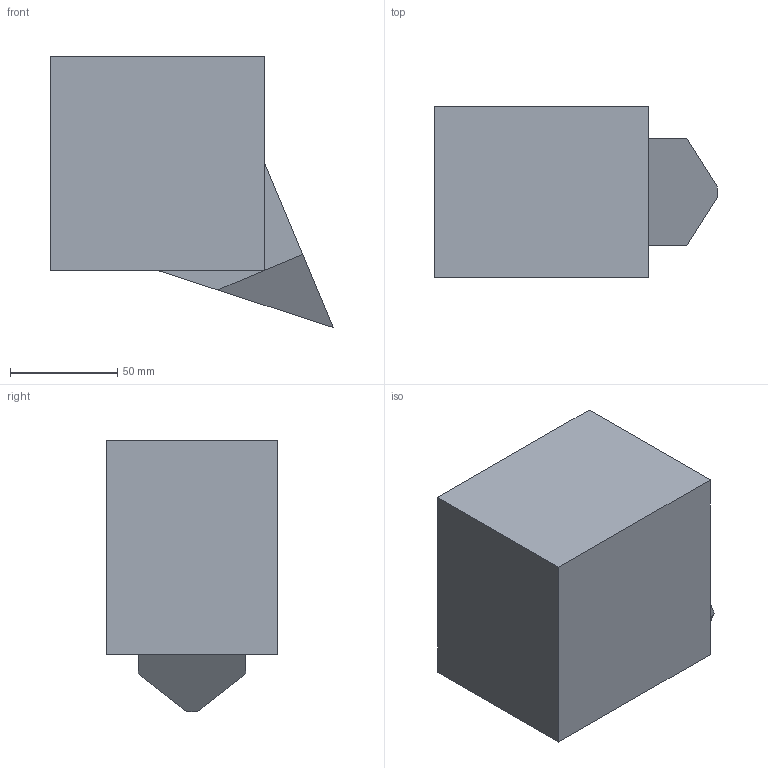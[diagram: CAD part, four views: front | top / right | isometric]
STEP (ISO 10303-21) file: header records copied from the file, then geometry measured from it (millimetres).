
FILE_DESCRIPTION (( 'STEP AP214' ), '1' );
FILE_NAME ('tool.STEP', '2021-09-21T03:01:46', ( '' ), ( '' ), 'SwSTEP 2.0', 'SolidWorks 2019', '' );
FILE_SCHEMA (( 'AUTOMOTIVE_DESIGN' ));
Length unit declared in the file: millimetre
Products named in the file (1): tool
Bounding box: 132.05 x 80 x 126.76 mm (x, y, z)
Volume: 861566.4 mm3; surface area: 56575.5 mm2
Topology: 1 solids, 1 shells, 14 faces, 32 edges, 20 vertices
Faces by surface type: plane 14
Entity records: 418 total; most frequent: CARTESIAN_POINT 67, ORIENTED_EDGE 64, DIRECTION 62, VECTOR 32, LINE 32, EDGE_CURVE 32, VERTEX_POINT 20, AXIS2_PLACEMENT_3D 15
